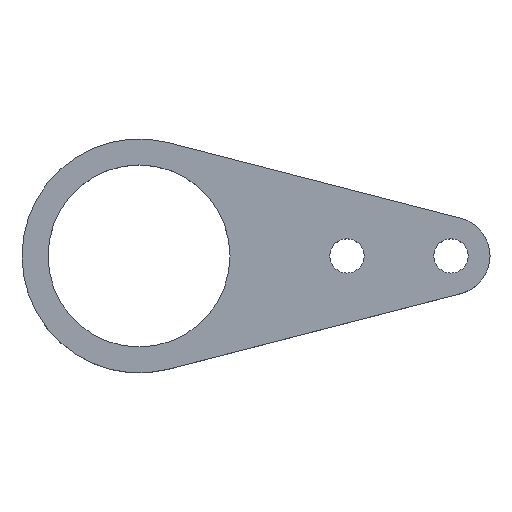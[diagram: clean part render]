
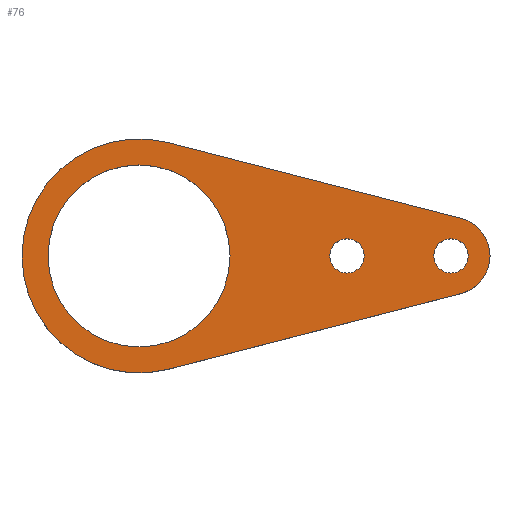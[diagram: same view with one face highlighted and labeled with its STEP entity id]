
A CAD part, top view. The second image highlights one B-rep face of the part: STEP entity #76.
In plain terms, the highlighted planar face has unit normal (0, 0, 1).
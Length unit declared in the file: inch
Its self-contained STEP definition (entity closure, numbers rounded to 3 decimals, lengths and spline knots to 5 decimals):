
#15 = DIRECTION ( 'NONE',  ( 1., 0., 0. ) ) ;
#19 = EDGE_CURVE ( 'NONE', #166, #321, #350, .T. ) ;
#21 = CARTESIAN_POINT ( 'NONE',  ( 0., 0., 0.11811 ) ) ;
#23 = ORIENTED_EDGE ( 'NONE', *, *, #440, .F. ) ;
#28 = AXIS2_PLACEMENT_3D ( 'NONE', #21, #156, #316 ) ;
#32 = ORIENTED_EDGE ( 'NONE', *, *, #453, .F. ) ;
#47 = EDGE_CURVE ( 'NONE', #166, #528, #381, .T. ) ;
#48 = FACE_OUTER_BOUND ( 'NONE', #299, .T. ) ;
#51 = DIRECTION ( 'NONE',  ( 1., 0., 0. ) ) ;
#56 = VERTEX_POINT ( 'NONE', #88 ) ;
#61 = DIRECTION ( 'NONE',  ( 0., 0., 1. ) ) ;
#62 = VECTOR ( 'NONE', #504, 39.37008 ) ;
#69 = CIRCLE ( 'NONE', #245, 0.0825 ) ;
#70 = CARTESIAN_POINT ( 'NONE',  ( 1., 0., 0.11811 ) ) ;
#76 = ADVANCED_FACE ( 'NONE', ( #343, #261, #48, #482 ), #418, .T. ) ;
#77 = ORIENTED_EDGE ( 'NONE', *, *, #372, .T. ) ;
#78 = ORIENTED_EDGE ( 'NONE', *, *, #267, .F. ) ;
#83 = CARTESIAN_POINT ( 'NONE',  ( 0.14062, -0.54464, 0.11811 ) ) ;
#88 = CARTESIAN_POINT ( 'NONE',  ( 1.4175, 0., 0.11811 ) ) ;
#96 = CARTESIAN_POINT ( 'NONE',  ( 0., 0., 0.11811 ) ) ;
#107 = DIRECTION ( 'NONE',  ( 1., 0., 0. ) ) ;
#110 = CARTESIAN_POINT ( 'NONE',  ( 1.0825, 0., 0.11811 ) ) ;
#114 = VERTEX_POINT ( 'NONE', #330 ) ;
#125 = AXIS2_PLACEMENT_3D ( 'NONE', #162, #328, #374 ) ;
#126 = CARTESIAN_POINT ( 'NONE',  ( 1.5, 0., 0.11811 ) ) ;
#132 = DIRECTION ( 'NONE',  ( 0., 0., 1. ) ) ;
#134 = VECTOR ( 'NONE', #526, 39.37008 ) ;
#144 = ORIENTED_EDGE ( 'NONE', *, *, #190, .T. ) ;
#147 = CARTESIAN_POINT ( 'NONE',  ( 0., 0., 0.11811 ) ) ;
#148 = AXIS2_PLACEMENT_3D ( 'NONE', #165, #456, #462 ) ;
#150 = CARTESIAN_POINT ( 'NONE',  ( -0.4375, 0., 0.11811 ) ) ;
#151 = DIRECTION ( 'NONE',  ( 1., 0., 0. ) ) ;
#156 = DIRECTION ( 'NONE',  ( 0., 0., 1. ) ) ;
#161 = CIRCLE ( 'NONE', #476, 0.0825 ) ;
#162 = CARTESIAN_POINT ( 'NONE',  ( 1.5, 0., 0.11811 ) ) ;
#165 = CARTESIAN_POINT ( 'NONE',  ( 0., 0., 0.11811 ) ) ;
#166 = VERTEX_POINT ( 'NONE', #474 ) ;
#176 = AXIS2_PLACEMENT_3D ( 'NONE', #96, #302, #478 ) ;
#187 = CIRCLE ( 'NONE', #176, 0.5625 ) ;
#190 = EDGE_CURVE ( 'NONE', #376, #321, #187, .T. ) ;
#213 = AXIS2_PLACEMENT_3D ( 'NONE', #126, #132, #501 ) ;
#219 = CIRCLE ( 'NONE', #125, 0.0825 ) ;
#224 = CARTESIAN_POINT ( 'NONE',  ( 1.5, 0., 0.11811 ) ) ;
#231 = CARTESIAN_POINT ( 'NONE',  ( 0.14063, -0.54464, 0.11811 ) ) ;
#245 = AXIS2_PLACEMENT_3D ( 'NONE', #224, #61, #107 ) ;
#247 = ORIENTED_EDGE ( 'NONE', *, *, #525, .F. ) ;
#254 = CARTESIAN_POINT ( 'NONE',  ( 0.9175, 0., 0.11811 ) ) ;
#255 = ORIENTED_EDGE ( 'NONE', *, *, #540, .F. ) ;
#258 = CIRCLE ( 'NONE', #265, 0.5625 ) ;
#260 = CARTESIAN_POINT ( 'NONE',  ( 0.14063, 0.54464, 0.11811 ) ) ;
#261 = FACE_BOUND ( 'NONE', #516, .T. ) ;
#262 = ORIENTED_EDGE ( 'NONE', *, *, #19, .F. ) ;
#265 = AXIS2_PLACEMENT_3D ( 'NONE', #147, #485, #15 ) ;
#266 = CIRCLE ( 'NONE', #28, 0.4375 ) ;
#267 = EDGE_CURVE ( 'NONE', #515, #447, #424, .T. ) ;
#270 = AXIS2_PLACEMENT_3D ( 'NONE', #357, #362, #409 ) ;
#285 = ORIENTED_EDGE ( 'NONE', *, *, #352, .F. ) ;
#286 = ORIENTED_EDGE ( 'NONE', *, *, #437, .F. ) ;
#293 = LINE ( 'NONE', #364, #134 ) ;
#299 = EDGE_LOOP ( 'NONE', ( #247, #77, #144, #262, #439 ) ) ;
#302 = DIRECTION ( 'NONE',  ( 0., 0., 1. ) ) ;
#315 = VERTEX_POINT ( 'NONE', #254 ) ;
#316 = DIRECTION ( 'NONE',  ( 1., 0., 0. ) ) ;
#321 = VERTEX_POINT ( 'NONE', #231 ) ;
#328 = DIRECTION ( 'NONE',  ( 0., 0., 1. ) ) ;
#330 = CARTESIAN_POINT ( 'NONE',  ( 1.5825, 0., 0.11811 ) ) ;
#334 = VERTEX_POINT ( 'NONE', #260 ) ;
#337 = CIRCLE ( 'NONE', #270, 0.0825 ) ;
#343 = FACE_BOUND ( 'NONE', #527, .T. ) ;
#350 = LINE ( 'NONE', #83, #62 ) ;
#352 = EDGE_CURVE ( 'NONE', #114, #56, #69, .T. ) ;
#357 = CARTESIAN_POINT ( 'NONE',  ( 1., 0., 0.11811 ) ) ;
#362 = DIRECTION ( 'NONE',  ( 0., 0., 1. ) ) ;
#364 = CARTESIAN_POINT ( 'NONE',  ( 0.14063, 0.54464, 0.11811 ) ) ;
#372 = EDGE_CURVE ( 'NONE', #334, #376, #258, .T. ) ;
#374 = DIRECTION ( 'NONE',  ( 1., 0., 0. ) ) ;
#376 = VERTEX_POINT ( 'NONE', #391 ) ;
#381 = CIRCLE ( 'NONE', #213, 0.1875 ) ;
#384 = DIRECTION ( 'NONE',  ( 0., 0., 1. ) ) ;
#390 = AXIS2_PLACEMENT_3D ( 'NONE', #508, #384, #51 ) ;
#391 = CARTESIAN_POINT ( 'NONE',  ( -0.5625, 0., 0.11811 ) ) ;
#407 = DIRECTION ( 'NONE',  ( 0., 0., 1. ) ) ;
#409 = DIRECTION ( 'NONE',  ( 1., 0., 0. ) ) ;
#411 = EDGE_LOOP ( 'NONE', ( #78, #286 ) ) ;
#418 = PLANE ( 'NONE',  #148 ) ;
#424 = CIRCLE ( 'NONE', #390, 0.4375 ) ;
#437 = EDGE_CURVE ( 'NONE', #447, #515, #266, .T. ) ;
#439 = ORIENTED_EDGE ( 'NONE', *, *, #47, .T. ) ;
#440 = EDGE_CURVE ( 'NONE', #315, #491, #161, .T. ) ;
#447 = VERTEX_POINT ( 'NONE', #494 ) ;
#453 = EDGE_CURVE ( 'NONE', #491, #315, #337, .T. ) ;
#456 = DIRECTION ( 'NONE',  ( 0., 0., 1. ) ) ;
#462 = DIRECTION ( 'NONE',  ( 1., 0., 0. ) ) ;
#474 = CARTESIAN_POINT ( 'NONE',  ( 1.54687, -0.18155, 0.11811 ) ) ;
#476 = AXIS2_PLACEMENT_3D ( 'NONE', #70, #407, #151 ) ;
#478 = DIRECTION ( 'NONE',  ( 1., 0., 0. ) ) ;
#482 = FACE_BOUND ( 'NONE', #411, .T. ) ;
#485 = DIRECTION ( 'NONE',  ( 0., 0., 1. ) ) ;
#491 = VERTEX_POINT ( 'NONE', #110 ) ;
#494 = CARTESIAN_POINT ( 'NONE',  ( 0.4375, 0., 0.11811 ) ) ;
#501 = DIRECTION ( 'NONE',  ( 1., 0., 0. ) ) ;
#504 = DIRECTION ( 'NONE',  ( -0.968, -0.25, 0. ) ) ;
#508 = CARTESIAN_POINT ( 'NONE',  ( 0., 0., 0.11811 ) ) ;
#515 = VERTEX_POINT ( 'NONE', #150 ) ;
#516 = EDGE_LOOP ( 'NONE', ( #285, #255 ) ) ;
#525 = EDGE_CURVE ( 'NONE', #334, #528, #293, .T. ) ;
#526 = DIRECTION ( 'NONE',  ( 0.968, -0.25, 0. ) ) ;
#527 = EDGE_LOOP ( 'NONE', ( #32, #23 ) ) ;
#528 = VERTEX_POINT ( 'NONE', #531 ) ;
#531 = CARTESIAN_POINT ( 'NONE',  ( 1.54687, 0.18155, 0.11811 ) ) ;
#540 = EDGE_CURVE ( 'NONE', #56, #114, #219, .T. ) ;
